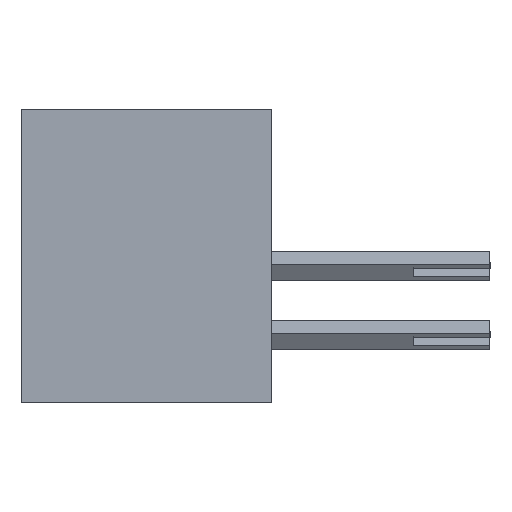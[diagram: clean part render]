
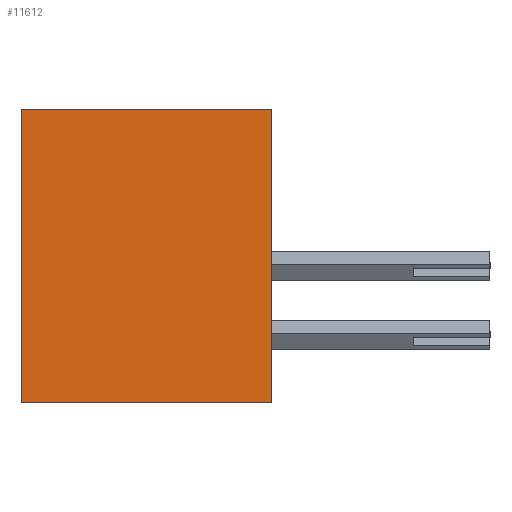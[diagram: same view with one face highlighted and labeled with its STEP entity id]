
A CAD part, left-side view. The second image highlights one B-rep face of the part: STEP entity #11612.
In plain terms, the highlighted planar face has unit normal (-1, 0, 0).
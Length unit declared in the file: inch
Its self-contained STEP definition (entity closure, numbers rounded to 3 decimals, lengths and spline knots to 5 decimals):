
#221 = LINE ( 'NONE', #11474, #12320 ) ;
#426 = EDGE_CURVE ( 'NONE', #9061, #1031, #6088, .T. ) ;
#1031 = VERTEX_POINT ( 'NONE', #7019 ) ;
#1156 = AXIS2_PLACEMENT_3D ( 'NONE', #11986, #8569, #9677 ) ;
#1273 = CARTESIAN_POINT ( 'NONE',  ( 0., 0., -0.531 ) ) ;
#2668 = CARTESIAN_POINT ( 'NONE',  ( 0., 0.453, 0. ) ) ;
#4407 = DIRECTION ( 'NONE',  ( 0., -1., 0. ) ) ;
#4449 = CARTESIAN_POINT ( 'NONE',  ( 0., 0.453, -0.531 ) ) ;
#4904 = CARTESIAN_POINT ( 'NONE',  ( 0., 0.453, 0. ) ) ;
#5163 = DIRECTION ( 'NONE',  ( 0., -1., 0. ) ) ;
#5513 = LINE ( 'NONE', #2668, #11179 ) ;
#5695 = EDGE_LOOP ( 'NONE', ( #7920, #10434, #14238, #14516 ) ) ;
#5851 = EDGE_CURVE ( 'NONE', #9821, #9061, #12785, .T. ) ;
#6088 = LINE ( 'NONE', #9783, #8935 ) ;
#6288 = DIRECTION ( 'NONE',  ( 0., 0., 1. ) ) ;
#7019 = CARTESIAN_POINT ( 'NONE',  ( 0., 0., 0. ) ) ;
#7920 = ORIENTED_EDGE ( 'NONE', *, *, #426, .T. ) ;
#8569 = DIRECTION ( 'NONE',  ( 1., 0., 0. ) ) ;
#8935 = VECTOR ( 'NONE', #6288, 39.37008 ) ;
#9061 = VERTEX_POINT ( 'NONE', #1273 ) ;
#9209 = EDGE_CURVE ( 'NONE', #9821, #13721, #221, .T. ) ;
#9524 = EDGE_CURVE ( 'NONE', #13721, #1031, #5513, .T. ) ;
#9569 = VECTOR ( 'NONE', #4407, 39.37008 ) ;
#9677 = DIRECTION ( 'NONE',  ( 0., 0., -1. ) ) ;
#9783 = CARTESIAN_POINT ( 'NONE',  ( 0., 0., 0. ) ) ;
#9821 = VERTEX_POINT ( 'NONE', #4449 ) ;
#10434 = ORIENTED_EDGE ( 'NONE', *, *, #9524, .F. ) ;
#11179 = VECTOR ( 'NONE', #5163, 39.37008 ) ;
#11474 = CARTESIAN_POINT ( 'NONE',  ( 0., 0.453, 0. ) ) ;
#11612 = ADVANCED_FACE ( 'NONE', ( #15462 ), #13435, .F. ) ;
#11647 = CARTESIAN_POINT ( 'NONE',  ( 0., 0.453, -0.531 ) ) ;
#11986 = CARTESIAN_POINT ( 'NONE',  ( 0., 0.453, 0. ) ) ;
#12320 = VECTOR ( 'NONE', #13964, 39.37008 ) ;
#12785 = LINE ( 'NONE', #11647, #9569 ) ;
#13435 = PLANE ( 'NONE',  #1156 ) ;
#13721 = VERTEX_POINT ( 'NONE', #4904 ) ;
#13964 = DIRECTION ( 'NONE',  ( 0., 0., 1. ) ) ;
#14238 = ORIENTED_EDGE ( 'NONE', *, *, #9209, .F. ) ;
#14516 = ORIENTED_EDGE ( 'NONE', *, *, #5851, .T. ) ;
#15462 = FACE_OUTER_BOUND ( 'NONE', #5695, .T. ) ;
